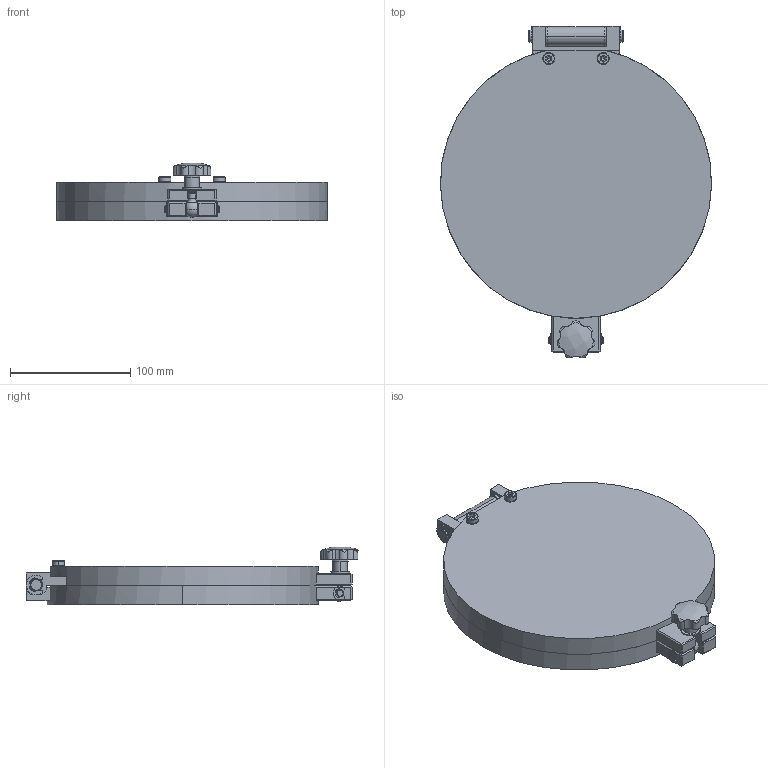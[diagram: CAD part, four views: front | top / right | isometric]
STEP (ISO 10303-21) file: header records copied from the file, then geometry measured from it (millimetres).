
FILE_DESCRIPTION (( 'STEP AP214' ), '1' );
FILE_NAME ('520KTU160.stp', '2017-05-29T07:18:21', ( '' ), ( '' ), 'SwSTEP 2.0', 'SolidWorks 2015', '' );
FILE_SCHEMA (( 'AUTOMOTIVE_DESIGN' ));
Length unit declared in the file: millimetre
Products named in the file (1): 520KTU160
Bounding box: 225 x 275.54 x 47.94 mm (x, y, z)
Volume: 995969.8 mm3; surface area: 192205.8 mm2
Topology: 14 solids, 14 shells, 589 faces, 1458 edges, 917 vertices
Faces by surface type: cylinder 240, plane 205, cone 112, torus 22, bspline 8, sphere 2
Entity records: 24871 total; most frequent: CARTESIAN_POINT 3745, DIRECTION 3263, ORIENTED_EDGE 2894, EDGE_CURVE 1447, AXIS2_PLACEMENT_3D 1272, VERTEX_POINT 914, VECTOR 719, LINE 719
